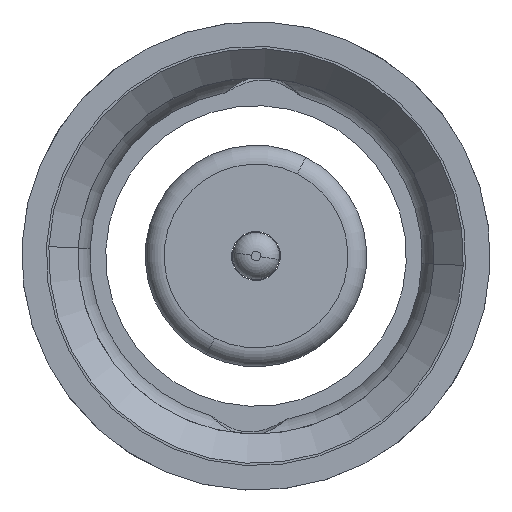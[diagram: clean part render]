
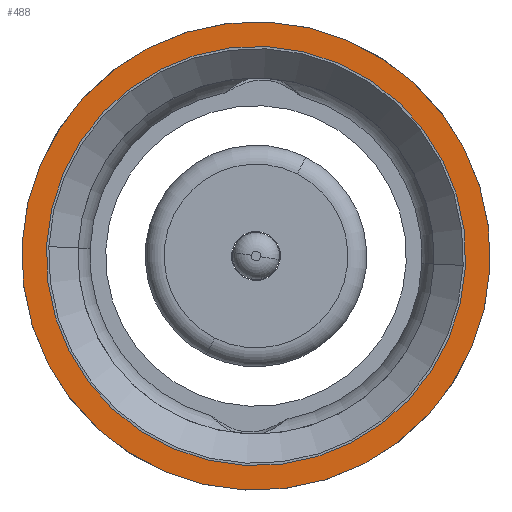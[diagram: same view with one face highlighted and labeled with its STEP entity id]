
A CAD part, front view. The second image highlights one B-rep face of the part: STEP entity #488.
In plain terms, the highlighted planar face has unit normal (0, -1, 0).
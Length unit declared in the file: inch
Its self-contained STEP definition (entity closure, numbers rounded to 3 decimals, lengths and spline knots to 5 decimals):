
#376 = ORIENTED_EDGE ( 'NONE', *, *, #499, .T. ) ;
#377 = ORIENTED_EDGE ( 'NONE', *, *, #518, .T. ) ;
#483 = EDGE_LOOP ( 'NONE', ( #484, #485 ) ) ;
#484 = ORIENTED_EDGE ( 'NONE', *, *, #487, .F. ) ;
#485 = ORIENTED_EDGE ( 'NONE', *, *, #534, .F. ) ;
#486 = EDGE_LOOP ( 'NONE', ( #376, #377 ) ) ;
#487 = EDGE_CURVE ( 'NONE', #535, #532, #1270, .T. ) ;
#488 = ADVANCED_FACE ( 'NONE', ( #1266, #1265 ), #1264, .F. ) ;
#497 = VERTEX_POINT ( 'NONE', #1242 ) ;
#499 = EDGE_CURVE ( 'NONE', #500, #497, #1241, .T. ) ;
#500 = VERTEX_POINT ( 'NONE', #1300 ) ;
#518 = EDGE_CURVE ( 'NONE', #497, #500, #1445, .T. ) ;
#532 = VERTEX_POINT ( 'NONE', #1322 ) ;
#534 = EDGE_CURVE ( 'NONE', #532, #535, #1321, .T. ) ;
#535 = VERTEX_POINT ( 'NONE', #1316 ) ;
#558 = AXIS2_PLACEMENT_3D ( 'NONE', #1027, #1022, #1301 ) ;
#1022 = DIRECTION ( 'NONE',  ( 0., 1., 0. ) ) ;
#1027 = CARTESIAN_POINT ( 'NONE',  ( 0.01261, -0.8377, 0. ) ) ;
#1088 = CARTESIAN_POINT ( 'NONE',  ( 0.01261, -0.8377, 0. ) ) ;
#1241 = CIRCLE ( 'NONE', #558, 0.2225 ) ;
#1242 = CARTESIAN_POINT ( 'NONE',  ( 0.21726, -0.8377, -0.08734 ) ) ;
#1260 = DIRECTION ( 'NONE',  ( 0.92, 0., -0.393 ) ) ;
#1261 = DIRECTION ( 'NONE',  ( 0., 1., 0. ) ) ;
#1262 = CARTESIAN_POINT ( 'NONE',  ( 0.01261, -0.8377, 0. ) ) ;
#1263 = AXIS2_PLACEMENT_3D ( 'NONE', #1262, #1261, #1260 ) ;
#1264 = PLANE ( 'NONE',  #1263 ) ;
#1265 = FACE_BOUND ( 'NONE', #486, .T. ) ;
#1266 = FACE_OUTER_BOUND ( 'NONE', #483, .T. ) ;
#1267 = DIRECTION ( 'NONE',  ( 0.92, 0., -0.393 ) ) ;
#1268 = DIRECTION ( 'NONE',  ( 0., 1., 0. ) ) ;
#1269 = AXIS2_PLACEMENT_3D ( 'NONE', #1088, #1268, #1267 ) ;
#1270 = CIRCLE ( 'NONE', #1269, 0.2485 ) ;
#1300 = CARTESIAN_POINT ( 'NONE',  ( -0.19203, -0.8377, 0.08734 ) ) ;
#1301 = DIRECTION ( 'NONE',  ( 0.92, 0., -0.393 ) ) ;
#1316 = CARTESIAN_POINT ( 'NONE',  ( -0.21594, -0.8377, 0.09754 ) ) ;
#1317 = DIRECTION ( 'NONE',  ( 0.92, 0., -0.393 ) ) ;
#1318 = DIRECTION ( 'NONE',  ( 0., 1., 0. ) ) ;
#1319 = CARTESIAN_POINT ( 'NONE',  ( 0.01261, -0.8377, 0. ) ) ;
#1320 = AXIS2_PLACEMENT_3D ( 'NONE', #1319, #1318, #1317 ) ;
#1321 = CIRCLE ( 'NONE', #1320, 0.2485 ) ;
#1322 = CARTESIAN_POINT ( 'NONE',  ( 0.24117, -0.8377, -0.09754 ) ) ;
#1441 = DIRECTION ( 'NONE',  ( 0.92, 0., -0.393 ) ) ;
#1442 = DIRECTION ( 'NONE',  ( 0., 1., 0. ) ) ;
#1443 = CARTESIAN_POINT ( 'NONE',  ( 0.01261, -0.8377, 0. ) ) ;
#1444 = AXIS2_PLACEMENT_3D ( 'NONE', #1443, #1442, #1441 ) ;
#1445 = CIRCLE ( 'NONE', #1444, 0.2225 ) ;
